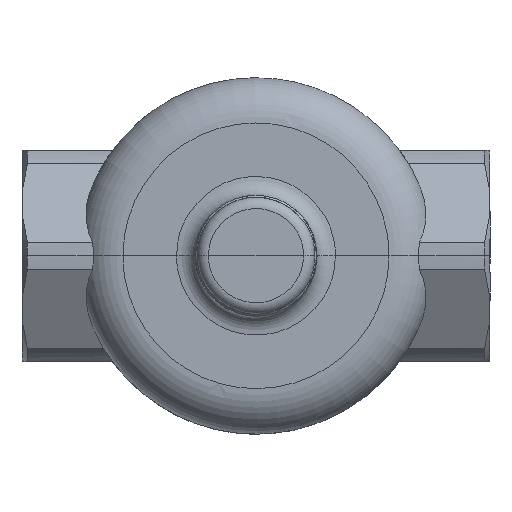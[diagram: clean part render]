
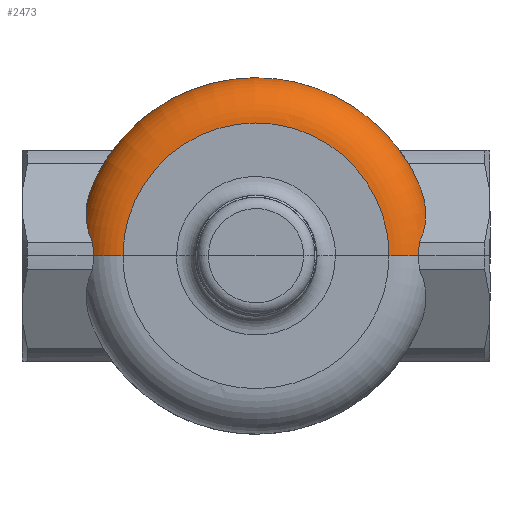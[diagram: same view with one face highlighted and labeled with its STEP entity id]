
A CAD part, top view. The second image highlights one B-rep face of the part: STEP entity #2473.
In plain terms, the highlighted toroidal (fillet/blend) face has major radius 35.2 mm and minor radius 12 mm.
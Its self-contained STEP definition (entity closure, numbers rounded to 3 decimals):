
#161=B_SPLINE_CURVE_WITH_KNOTS('',3,(#4343,#4344,#4345,#4346,#4347,#4348,
#4349,#4350,#4351),.UNSPECIFIED.,.F.,.F.,(4,1,1,1,1,1,4),(0.,0.167,
0.333,0.5,0.667,0.833,1.),
 .UNSPECIFIED.);
#167=B_SPLINE_CURVE_WITH_KNOTS('',3,(#4426,#4427,#4428,#4429,#4430,#4431),
 .UNSPECIFIED.,.F.,.F.,(4,2,4),(101.636,103.357,104.771),
 .UNSPECIFIED.);
#168=B_SPLINE_CURVE_WITH_KNOTS('',3,(#4433,#4434,#4435,#4436,#4437,#4438,
#4439,#4440,#4441,#4442,#4443,#4444,#4445,#4446,#4447,#4448,#4449,#4450,
#4451,#4452),.UNSPECIFIED.,.F.,.F.,(4,2,2,2,2,2,2,2,2,4),(-194.396,
-192.877,-190.944,-188.763,-186.581,-184.4,
-182.218,-180.559,-178.9,-177.406),
 .UNSPECIFIED.);
#169=B_SPLINE_CURVE_WITH_KNOTS('',3,(#4454,#4455,#4456,#4457,#4458,#4459,
#4460,#4461,#4462),.UNSPECIFIED.,.F.,.F.,(4,1,1,1,1,1,4),(0.,0.167,
0.333,0.5,0.667,0.833,1.),
 .UNSPECIFIED.);
#170=B_SPLINE_CURVE_WITH_KNOTS('',3,(#4464,#4465,#4466,#4467,#4468,#4469,
#4470,#4471,#4472,#4473,#4474,#4475,#4476,#4477,#4478,#4479,#4480,#4481,
#4482,#4483),.UNSPECIFIED.,.F.,.F.,(4,2,2,2,2,2,2,2,2,4),(-66.305,
-64.811,-63.152,-61.493,-59.311,
-57.13,-54.948,-52.767,-50.834,
-49.315),.UNSPECIFIED.);
#171=B_SPLINE_CURVE_WITH_KNOTS('',3,(#4484,#4485,#4486,#4487,#4488,#4489,
#4490,#4491),.UNSPECIFIED.,.F.,.F.,(4,2,2,4),(237.052,237.731,
240.242,240.493),.UNSPECIFIED.);
#215=TOROIDAL_SURFACE('',#2754,35.2,12.);
#331=FACE_OUTER_BOUND('',#492,.T.);
#492=EDGE_LOOP('',(#2042,#2043,#2044,#2045,#2046,#2047,#2048,#2049));
#939=CIRCLE('',#2752,12.);
#940=CIRCLE('',#2753,12.);
#1111=VERTEX_POINT('',#4329);
#1112=VERTEX_POINT('',#4330);
#1113=VERTEX_POINT('',#4353);
#1118=VERTEX_POINT('',#4414);
#1119=VERTEX_POINT('',#4425);
#1120=VERTEX_POINT('',#4432);
#1121=VERTEX_POINT('',#4453);
#1122=VERTEX_POINT('',#4463);
#1430=EDGE_CURVE('',#1112,#1111,#161,.T.);
#1431=EDGE_CURVE('',#1113,#1112,#939,.T.);
#1437=EDGE_CURVE('',#1111,#1118,#940,.T.);
#1438=EDGE_CURVE('',#1119,#1118,#167,.T.);
#1439=EDGE_CURVE('',#1120,#1119,#168,.T.);
#1440=EDGE_CURVE('',#1121,#1120,#169,.T.);
#1441=EDGE_CURVE('',#1122,#1121,#170,.T.);
#1442=EDGE_CURVE('',#1113,#1122,#171,.T.);
#2042=ORIENTED_EDGE('',*,*,#1430,.T.);
#2043=ORIENTED_EDGE('',*,*,#1437,.T.);
#2044=ORIENTED_EDGE('',*,*,#1438,.F.);
#2045=ORIENTED_EDGE('',*,*,#1439,.F.);
#2046=ORIENTED_EDGE('',*,*,#1440,.F.);
#2047=ORIENTED_EDGE('',*,*,#1441,.F.);
#2048=ORIENTED_EDGE('',*,*,#1442,.F.);
#2049=ORIENTED_EDGE('',*,*,#1431,.T.);
#2473=ADVANCED_FACE('',(#331),#215,.T.);
#2752=AXIS2_PLACEMENT_3D('',#4354,#3376,#3377);
#2753=AXIS2_PLACEMENT_3D('',#4423,#3378,#3379);
#2754=AXIS2_PLACEMENT_3D('',#4424,#3380,#3381);
#3376=DIRECTION('center_axis',(0.,1.,0.));
#3377=DIRECTION('ref_axis',(0.,0.,
1.));
#3378=DIRECTION('center_axis',(0.,1.,0.));
#3379=DIRECTION('ref_axis',(0.661,0.,0.75));
#3380=DIRECTION('center_axis',(0.,0.,1.));
#3381=DIRECTION('ref_axis',(1.,0.,0.));
#4329=CARTESIAN_POINT('',(35.2,0.,33.5));
#4330=CARTESIAN_POINT('',(-35.2,0.,33.5));
#4343=CARTESIAN_POINT('Ctrl Pts',(-35.2,0.,
33.5));
#4344=CARTESIAN_POINT('Ctrl Pts',(-35.338,6.22,33.5));
#4345=CARTESIAN_POINT('Ctrl Pts',(-31.845,18.386,33.5));
#4346=CARTESIAN_POINT('Ctrl Pts',(-18.439,31.92,33.5));
#4347=CARTESIAN_POINT('Ctrl Pts',(0.,36.84,
33.5));
#4348=CARTESIAN_POINT('Ctrl Pts',(18.439,31.92,33.5));
#4349=CARTESIAN_POINT('Ctrl Pts',(31.845,18.386,33.5));
#4350=CARTESIAN_POINT('Ctrl Pts',(35.338,6.22,33.5));
#4351=CARTESIAN_POINT('Ctrl Pts',(35.2,0.,
33.5));
#4353=CARTESIAN_POINT('',(-43.137,0.,30.5));
#4354=CARTESIAN_POINT('Origin',(-35.2,0.,
21.5));
#4414=CARTESIAN_POINT('',(43.137,0.,30.5));
#4423=CARTESIAN_POINT('Origin',(35.2,0.,21.5));
#4424=CARTESIAN_POINT('Origin',(0.,0.,21.5));
#4425=CARTESIAN_POINT('',(43.22,3.527,30.295));
#4426=CARTESIAN_POINT('Ctrl Pts',(43.22,3.527,30.295));
#4427=CARTESIAN_POINT('Ctrl Pts',(43.191,2.883,30.37));
#4428=CARTESIAN_POINT('Ctrl Pts',(43.169,2.237,30.425));
#4429=CARTESIAN_POINT('Ctrl Pts',(43.143,1.059,30.486));
#4430=CARTESIAN_POINT('Ctrl Pts',(43.137,0.529,30.5));
#4431=CARTESIAN_POINT('Ctrl Pts',(43.137,0.,
30.5));
#4432=CARTESIAN_POINT('',(43.311,18.761,21.5));
#4433=CARTESIAN_POINT('Ctrl Pts',(43.311,18.761,21.5));
#4434=CARTESIAN_POINT('Ctrl Pts',(43.506,18.312,21.759));
#4435=CARTESIAN_POINT('Ctrl Pts',(43.684,17.859,22.02));
#4436=CARTESIAN_POINT('Ctrl Pts',(44.048,16.84,22.609));
#4437=CARTESIAN_POINT('Ctrl Pts',(44.222,16.274,22.936));
#4438=CARTESIAN_POINT('Ctrl Pts',(44.528,15.117,23.604));
#4439=CARTESIAN_POINT('Ctrl Pts',(44.668,14.468,23.979));
#4440=CARTESIAN_POINT('Ctrl Pts',(44.881,13.134,24.749));
#4441=CARTESIAN_POINT('Ctrl Pts',(44.954,12.449,25.144));
#4442=CARTESIAN_POINT('Ctrl Pts',(45.02,11.077,25.937));
#4443=CARTESIAN_POINT('Ctrl Pts',(45.013,10.389,26.333));
#4444=CARTESIAN_POINT('Ctrl Pts',(44.92,9.047,27.108));
#4445=CARTESIAN_POINT('Ctrl Pts',(44.834,8.392,27.486));
#4446=CARTESIAN_POINT('Ctrl Pts',(44.625,7.298,28.118));
#4447=CARTESIAN_POINT('Ctrl Pts',(44.508,6.807,28.402));
#4448=CARTESIAN_POINT('Ctrl Pts',(44.216,5.814,28.975));
#4449=CARTESIAN_POINT('Ctrl Pts',(44.041,5.314,29.264));
#4450=CARTESIAN_POINT('Ctrl Pts',(43.654,4.38,29.803));
#4451=CARTESIAN_POINT('Ctrl Pts',(43.447,3.945,30.054));
#4452=CARTESIAN_POINT('Ctrl Pts',(43.22,3.527,30.295));
#4453=CARTESIAN_POINT('',(-43.311,18.761,21.5));
#4454=CARTESIAN_POINT('Ctrl Pts',(-43.311,18.761,21.5));
#4455=CARTESIAN_POINT('Ctrl Pts',(-40.934,24.398,21.5));
#4456=CARTESIAN_POINT('Ctrl Pts',(-33.831,34.564,21.5));
#4457=CARTESIAN_POINT('Ctrl Pts',(-18.285,44.816,21.5));
#4458=CARTESIAN_POINT('Ctrl Pts',(0.,48.392,
21.5));
#4459=CARTESIAN_POINT('Ctrl Pts',(18.285,44.816,21.5));
#4460=CARTESIAN_POINT('Ctrl Pts',(33.831,34.564,21.5));
#4461=CARTESIAN_POINT('Ctrl Pts',(40.934,24.398,21.5));
#4462=CARTESIAN_POINT('Ctrl Pts',(43.311,18.761,21.5));
#4463=CARTESIAN_POINT('',(-43.22,3.527,30.295));
#4464=CARTESIAN_POINT('Ctrl Pts',(-43.22,3.527,30.295));
#4465=CARTESIAN_POINT('Ctrl Pts',(-43.447,3.945,30.054));
#4466=CARTESIAN_POINT('Ctrl Pts',(-43.654,4.38,29.803));
#4467=CARTESIAN_POINT('Ctrl Pts',(-44.041,5.314,29.264));
#4468=CARTESIAN_POINT('Ctrl Pts',(-44.216,5.814,28.975));
#4469=CARTESIAN_POINT('Ctrl Pts',(-44.508,6.807,28.402));
#4470=CARTESIAN_POINT('Ctrl Pts',(-44.625,7.298,28.118));
#4471=CARTESIAN_POINT('Ctrl Pts',(-44.834,8.392,27.486));
#4472=CARTESIAN_POINT('Ctrl Pts',(-44.92,9.047,27.108));
#4473=CARTESIAN_POINT('Ctrl Pts',(-45.013,10.389,26.333));
#4474=CARTESIAN_POINT('Ctrl Pts',(-45.02,11.077,25.937));
#4475=CARTESIAN_POINT('Ctrl Pts',(-44.954,12.449,25.144));
#4476=CARTESIAN_POINT('Ctrl Pts',(-44.881,13.134,24.749));
#4477=CARTESIAN_POINT('Ctrl Pts',(-44.668,14.468,23.979));
#4478=CARTESIAN_POINT('Ctrl Pts',(-44.528,15.117,23.604));
#4479=CARTESIAN_POINT('Ctrl Pts',(-44.222,16.274,22.936));
#4480=CARTESIAN_POINT('Ctrl Pts',(-44.048,16.84,22.609));
#4481=CARTESIAN_POINT('Ctrl Pts',(-43.684,17.859,22.02));
#4482=CARTESIAN_POINT('Ctrl Pts',(-43.506,18.312,21.759));
#4483=CARTESIAN_POINT('Ctrl Pts',(-43.311,18.761,21.5));
#4484=CARTESIAN_POINT('Ctrl Pts',(-43.137,0.,
30.5));
#4485=CARTESIAN_POINT('Ctrl Pts',(-43.137,0.234,30.5));
#4486=CARTESIAN_POINT('Ctrl Pts',(-43.138,0.468,30.497));
#4487=CARTESIAN_POINT('Ctrl Pts',(-43.149,1.564,30.472));
#4488=CARTESIAN_POINT('Ctrl Pts',(-43.173,2.42,30.416));
#4489=CARTESIAN_POINT('Ctrl Pts',(-43.212,3.356,30.315));
#4490=CARTESIAN_POINT('Ctrl Pts',(-43.216,3.442,30.305));
#4491=CARTESIAN_POINT('Ctrl Pts',(-43.22,3.527,30.295));
